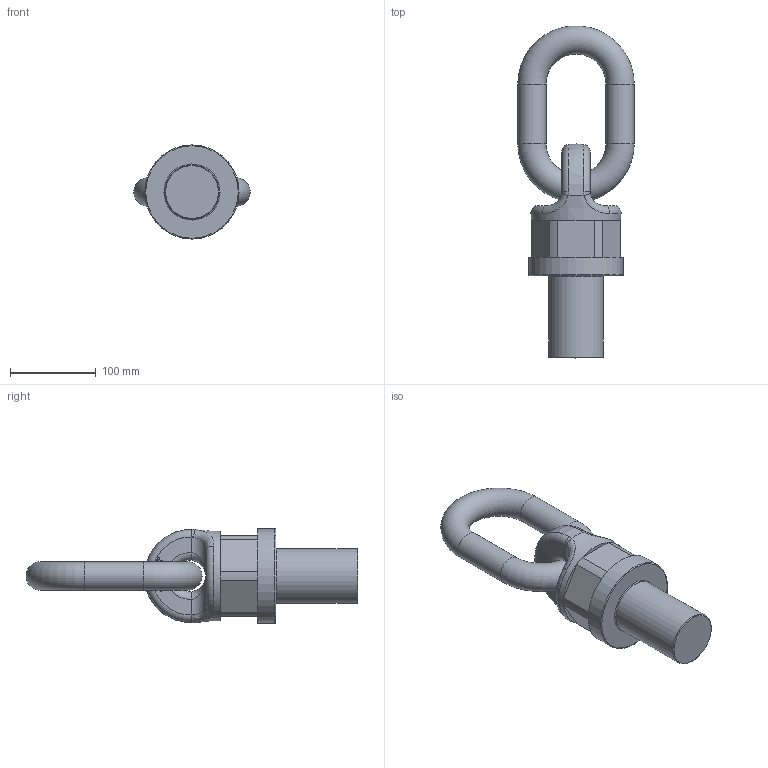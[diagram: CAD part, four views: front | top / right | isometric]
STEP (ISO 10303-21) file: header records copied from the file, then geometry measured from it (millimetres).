
FILE_DESCRIPTION(/* description */ (''),/* implementation_level */ '2;1');
FILE_NAME(/* name */ 'PLDW_U_2_1_2.stp',/* time_stamp */ '2019-04-24T09:19:41+02:00',/* author */ (''),/* organization */ (''),/* preprocessor_version */ 'ST-DEVELOPER v16',/* originating_system */ 'SIEMENS PLM Software NX 11.0',/* authorisation */ '');
FILE_SCHEMA (('AUTOMOTIVE_DESIGN { 1 0 10303 214 3 1 1 1 }'));
Length unit declared in the file: millimetre
Products named in the file (1): mum2D8C4734g955
Bounding box: 136 x 387.79 x 110 mm (x, y, z)
Volume: 1565984.5 mm3; surface area: 144670.9 mm2
Topology: 3 solids, 3 shells, 243 faces, 628 edges, 408 vertices
Faces by surface type: plane 105, extrusion 92, cylinder 21, bspline 12, torus 10, cone 2, sphere 1
Full cylindrical faces by diameter (mm): 2.625 x6, 33 x2, 37 x1, 63.5 x1, 110 x1
Entity records: 9827 total; most frequent: CARTESIAN_POINT 3276, ORIENTED_EDGE 1192, DIRECTION 760, EDGE_CURVE 596, VERTEX_POINT 398, B_SPLINE_CURVE_WITH_KNOTS 366, VECTOR 348, EDGE_LOOP 286
